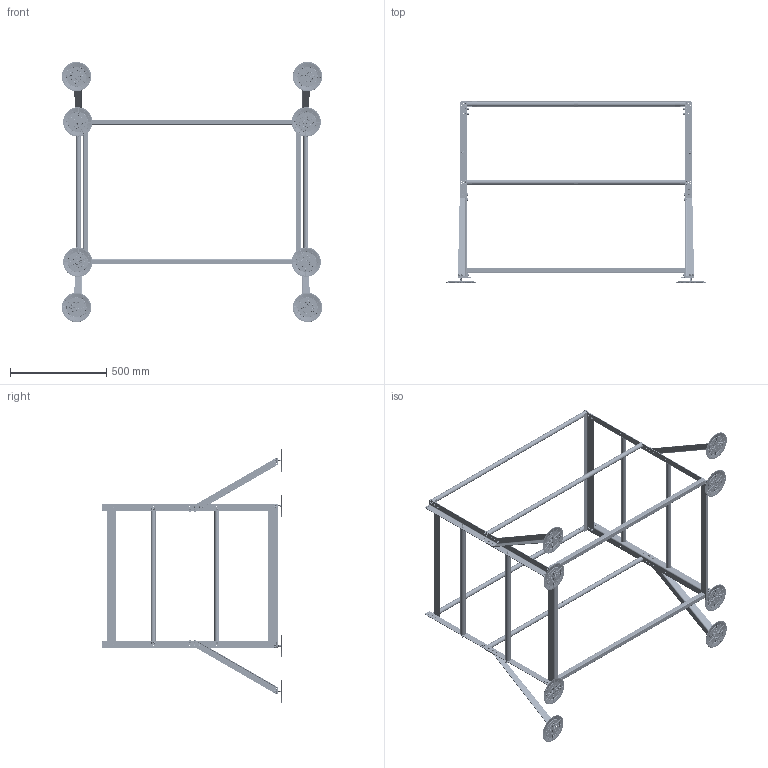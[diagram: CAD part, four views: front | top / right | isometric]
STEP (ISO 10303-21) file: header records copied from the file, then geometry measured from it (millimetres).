
FILE_DESCRIPTION (( 'STEP AP214' ), '1' );
FILE_NAME ('am-5404 Center Structure Assembly.STEP', '2024-08-26T14:37:23', ( '' ), ( '' ), 'SwSTEP 2.0', 'SolidWorks 2024', '' );
FILE_SCHEMA (( 'AUTOMOTIVE_DESIGN' ));
Length unit declared in the file: inch
Products named in the file (24): am-5421_blue 26.5in Pipe; 250 3in Fender Washer_98264A200; am-1310 FHTS 0.25-20-0.75_FHTS 0.25-20-G-0.75-C; 10-32 Nylock Nut 1_90631A411; 250 Washer; 10-32x0500_shcs_HX-SHCS 0.19-32x1.375x1-C; am-5419 Center Structure Upright; Foot Hardware; Stopper Hardware; am-5420 44.5in Daisy Round Extrusion; am-5417 Center Structure Top Brace; Climbing Tape Blue; am-5404 Center Structure Assembly; 14-20 Wing Nut 1_90866A029; am-5418 Center Structure Bottom Brace; am-5416 Center Structure Left Outrigger; am-5422 Molded Under Tile Disk; HHCS 14-20 X 3500_91309A556; am-5421_red 26.5in Pipe; Climbing Tape Red; HHCS 14-20 X 1250_91309A556; am-5415 Center Structure Right Outrigger; Number 3 Rubber Stopper 9545K28_9545K28; am-5412 44.5in Peanut
Assembly tree (154 placements, depth 3):
  am-5404 Center Structure Assembly
    am-5412 44.5in Peanut  x2
    am-5415 Center Structure Right Outrigger  x2
    am-5416 Center Structure Left Outrigger  x2
    am-5417 Center Structure Top Brace  x2
    am-5418 Center Structure Bottom Brace  x2
    am-5419 Center Structure Upright  x4
    am-5420 44.5in Daisy Round Extrusion  x4
    am-5421_blue 26.5in Pipe  x2
    am-5421_red 26.5in Pipe  x2
    Foot Hardware  x8
      am-5422 Molded Under Tile Disk
      HHCS 14-20 X 1250_91309A556
      250 3in Fender Washer_98264A200
      14-20 Wing Nut 1_90866A029
    Stopper Hardware  x8
      Number 3 Rubber Stopper 9545K28_9545K28
      250 Washer
      HHCS 14-20 X 3500_91309A556
      14-20 Wing Nut 1_90866A029
    am-1310 FHTS 0.25-20-0.75_FHTS 0.25-20-G-0.75-C  x32
    10-32 Nylock Nut 1_90631A411  x32
    10-32x0500_shcs_HX-SHCS 0.19-32x1.375x1-C  x32
    Climbing Tape Blue  x6
    Climbing Tape Red  x6
Bounding box: 1350.68 x 938.03 x 1349.15 mm (x, y, z)
Volume: 4177752 mm3; surface area: 3846516 mm2
Topology: 218 solids, 234 shells, 17002 faces, 38042 edges, 21932 vertices
Faces by surface type: cylinder 4416, bspline 3028, cone 2928, plane 2910, torus 2448, sphere 1272
Entity records: 73343 total; most frequent: CARTESIAN_POINT 31954, DIRECTION 8490, ORIENTED_EDGE 8472, EDGE_CURVE 4242, AXIS2_PLACEMENT_3D 3696, VERTEX_POINT 2468, EDGE_LOOP 2062, CIRCLE 2049
